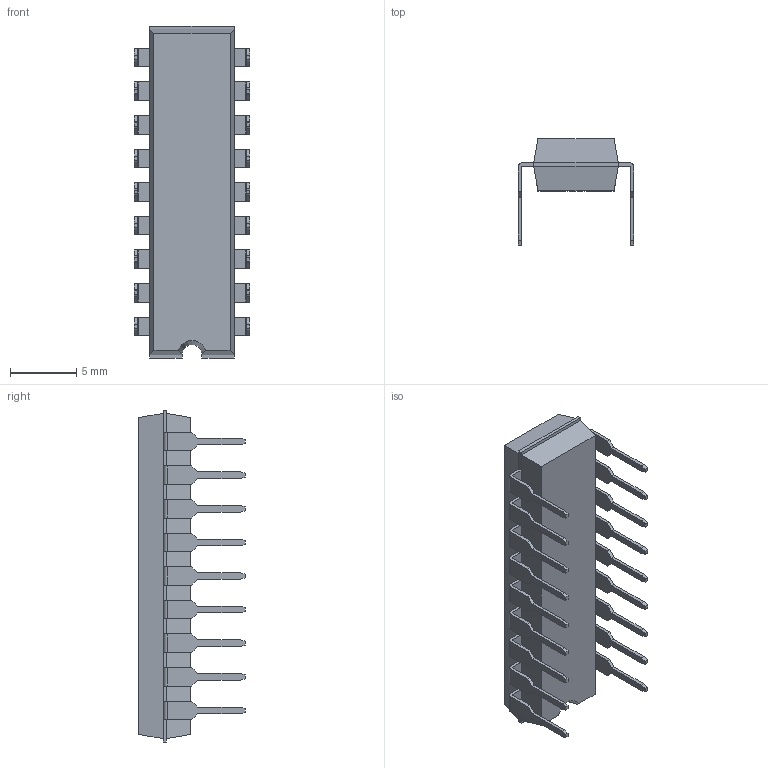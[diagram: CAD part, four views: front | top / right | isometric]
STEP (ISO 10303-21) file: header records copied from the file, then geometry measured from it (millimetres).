
FILE_DESCRIPTION (( 'STEP AP214' ), '1' );
FILE_NAME ('TD62083APG.STEP', '2023-03-16T07:19:49', ( '' ), ( '' ), 'SwSTEP 2.0', 'SolidWorks 2021', '' );
FILE_SCHEMA (( 'AUTOMOTIVE_DESIGN' ));
Length unit declared in the file: millimetre
Products named in the file (1): TD62083APG
Bounding box: 8.75 x 8.05 x 25.1 mm (x, y, z)
Volume: 609.2 mm3; surface area: 828.3 mm2
Topology: 19 solids, 19 shells, 318 faces, 824 edges, 544 vertices
Faces by surface type: plane 277, cylinder 37, cone 4
Entity records: 9760 total; most frequent: CARTESIAN_POINT 1699, ORIENTED_EDGE 1648, DIRECTION 1538, EDGE_CURVE 824, LINE 740, VECTOR 740, VERTEX_POINT 544, AXIS2_PLACEMENT_3D 399
